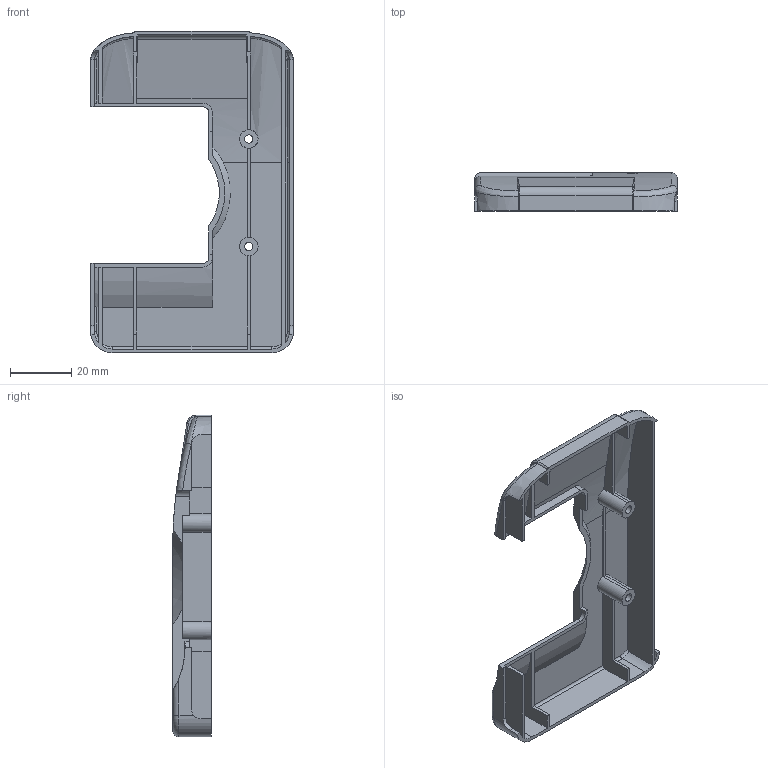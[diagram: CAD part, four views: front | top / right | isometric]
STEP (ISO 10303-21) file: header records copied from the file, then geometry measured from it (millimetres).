
FILE_DESCRIPTION((''),'2;1');
FILE_NAME('PR13_B_CVR_FOOT_L','2012-01-20T',('wook jang'),(''),'PRO/ENGINEER BY PARAMETRIC TECHNOLOGY CORPORATION, 2009060','PRO/ENGINEER BY PARAMETRIC TECHNOLOGY CORPORATION, 2009060','');
FILE_SCHEMA(('AUTOMOTIVE_DESIGN_CC06 { 1 0 10303 214 -2 1 8 1 }'));
Length unit declared in the file: millimetre
Products named in the file (1): PR13_B_CVR_FOOT_L
Bounding box: 66 x 12.5 x 104.7 mm (x, y, z)
Volume: 10433.8 mm3; surface area: 18223 mm2
Topology: 1 solids, 1 shells, 170 faces, 468 edges, 302 vertices
Faces by surface type: plane 84, cylinder 54, bspline 18, torus 10, sphere 2, extrusion 2
Entity records: 8128 total; most frequent: CARTESIAN_POINT 2389, ORIENTED_EDGE 936, DIRECTION 806, PRESENTATION_STYLE_ASSIGNMENT 469, STYLED_ITEM 469, CURVE_STYLE 468, EDGE_CURVE 468, VERTEX_POINT 302
